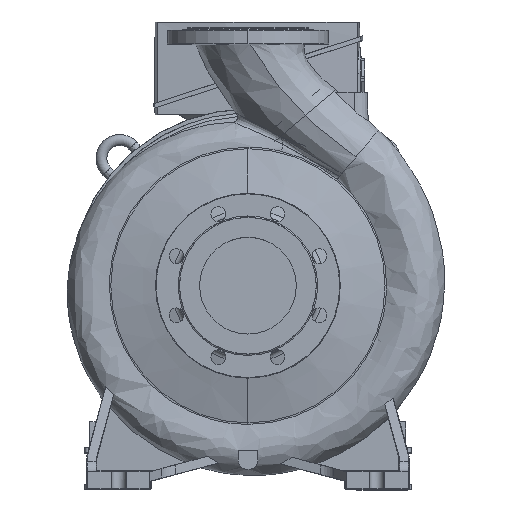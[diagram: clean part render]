
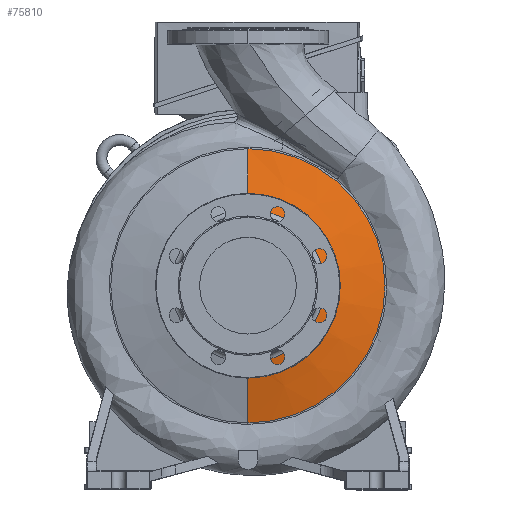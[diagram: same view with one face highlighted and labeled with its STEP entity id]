
A CAD part, top view. The second image highlights one B-rep face of the part: STEP entity #75810.
In plain terms, the highlighted conical face has half-angle 75.355 degrees and reference radius 212.725 mm.
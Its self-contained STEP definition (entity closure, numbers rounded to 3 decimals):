
#2581 = FACE_OUTER_BOUND ( 'NONE', #28109, .T. ) ;
#8623 = VECTOR ( 'NONE', #93095, 1000. ) ;
#8900 = VERTEX_POINT ( 'NONE', #54729 ) ;
#11410 = DIRECTION ( 'NONE',  ( 0., 1., 0. ) ) ;
#12776 = ORIENTED_EDGE ( 'NONE', *, *, #101079, .T. ) ;
#12983 = CIRCLE ( 'NONE', #59822, 118.385 ) ;
#16310 = DIRECTION ( 'NONE',  ( 0., 1., 0. ) ) ;
#17096 = CARTESIAN_POINT ( 'NONE',  ( 0., -212.725, 35.792 ) ) ;
#20937 = CARTESIAN_POINT ( 'NONE',  ( 0., 212.725, 35.792 ) ) ;
#21023 = EDGE_CURVE ( 'NONE', #58278, #8900, #96544, .T. ) ;
#24232 = DIRECTION ( 'NONE',  ( 0., 1., 0. ) ) ;
#28109 = EDGE_LOOP ( 'NONE', ( #70327, #12776, #91751, #105616 ) ) ;
#39192 = CARTESIAN_POINT ( 'NONE',  ( 0., -212.725, 35.792 ) ) ;
#42282 = EDGE_CURVE ( 'NONE', #98420, #95239, #12983, .T. ) ;
#47221 = EDGE_CURVE ( 'NONE', #95239, #8900, #57278, .T. ) ;
#49725 = DIRECTION ( 'NONE',  ( 0., -0.968, -0.253 ) ) ;
#54729 = CARTESIAN_POINT ( 'NONE',  ( 0., 212.725, 35.792 ) ) ;
#57278 = LINE ( 'NONE', #20937, #8623 ) ;
#58278 = VERTEX_POINT ( 'NONE', #17096 ) ;
#59822 = AXIS2_PLACEMENT_3D ( 'NONE', #103444, #75858, #24232 ) ;
#61469 = CARTESIAN_POINT ( 'NONE',  ( 0., 0., 35.792 ) ) ;
#66189 = LINE ( 'NONE', #39192, #87510 ) ;
#69706 = DIRECTION ( 'NONE',  ( 0., 0., 1. ) ) ;
#70327 = ORIENTED_EDGE ( 'NONE', *, *, #42282, .F. ) ;
#72461 = DIRECTION ( 'NONE',  ( 0., 0., -1. ) ) ;
#75003 = CARTESIAN_POINT ( 'NONE',  ( 0., 118.385, 60.445 ) ) ;
#75810 = ADVANCED_FACE ( 'NONE', ( #2581 ), #109737, .T. ) ;
#75858 = DIRECTION ( 'NONE',  ( 0., 0., 1. ) ) ;
#87510 = VECTOR ( 'NONE', #49725, 1000. ) ;
#91751 = ORIENTED_EDGE ( 'NONE', *, *, #21023, .T. ) ;
#93095 = DIRECTION ( 'NONE',  ( 0., 0.968, -0.253 ) ) ;
#93961 = CARTESIAN_POINT ( 'NONE',  ( 0., -118.385, 60.445 ) ) ;
#95239 = VERTEX_POINT ( 'NONE', #75003 ) ;
#96544 = CIRCLE ( 'NONE', #111521, 212.725 ) ;
#98420 = VERTEX_POINT ( 'NONE', #93961 ) ;
#100619 = CARTESIAN_POINT ( 'NONE',  ( 0., 0., 35.792 ) ) ;
#101079 = EDGE_CURVE ( 'NONE', #98420, #58278, #66189, .T. ) ;
#103444 = CARTESIAN_POINT ( 'NONE',  ( 0., 0., 60.445 ) ) ;
#104119 = AXIS2_PLACEMENT_3D ( 'NONE', #100619, #72461, #11410 ) ;
#105616 = ORIENTED_EDGE ( 'NONE', *, *, #47221, .F. ) ;
#109737 = CONICAL_SURFACE ( 'NONE', #104119, 212.725, 1.315 ) ;
#111521 = AXIS2_PLACEMENT_3D ( 'NONE', #61469, #69706, #16310 ) ;
